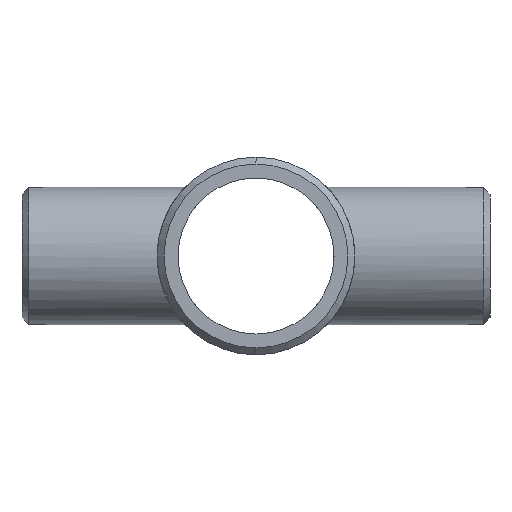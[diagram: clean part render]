
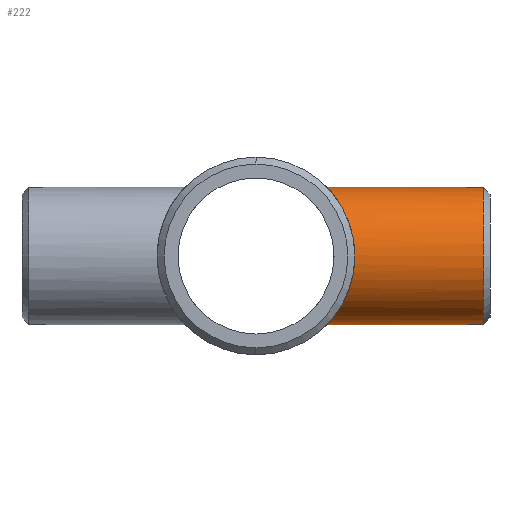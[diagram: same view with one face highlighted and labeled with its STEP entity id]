
A CAD part, left-side view. The second image highlights one B-rep face of the part: STEP entity #222.
In plain terms, the highlighted cylindrical face has radius 16.764 mm (diameter 33.528 mm), a partial arc.
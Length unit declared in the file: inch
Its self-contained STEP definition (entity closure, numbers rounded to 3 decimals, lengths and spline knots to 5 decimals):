
#3 = CARTESIAN_POINT ( 'NONE',  ( -0.61568, -0.91974, -0.23878 ) ) ;
#10 = CARTESIAN_POINT ( 'NONE',  ( 0., -0.6833, -0.66 ) ) ;
#17 = EDGE_CURVE ( 'NONE', #106, #163, #754, .T. ) ;
#18 = CARTESIAN_POINT ( 'NONE',  ( 0., -2.18333, 0.66 ) ) ;
#26 = DIRECTION ( 'NONE',  ( 0., 1., 0. ) ) ;
#36 = CYLINDRICAL_SURFACE ( 'NONE', #904, 0.66 ) ;
#38 = CARTESIAN_POINT ( 'NONE',  ( -0.23815, -0.72338, -0.6159 ) ) ;
#62 = EDGE_LOOP ( 'NONE', ( #1072, #398, #999, #619 ) ) ;
#65 = CARTESIAN_POINT ( 'NONE',  ( 0., -0.6833, 0.66 ) ) ;
#71 = CARTESIAN_POINT ( 'NONE',  ( -0.17591, -0.7053, 0.6365 ) ) ;
#83 = CARTESIAN_POINT ( 'NONE',  ( -0.56816, -0.88862, 0.33653 ) ) ;
#86 = CARTESIAN_POINT ( 'NONE',  ( 0., -0.6833, 0.66 ) ) ;
#89 = CARTESIAN_POINT ( 'NONE',  ( -0.21809, -0.71699, -0.6233 ) ) ;
#94 = CARTESIAN_POINT ( 'NONE',  ( -0.62297, -0.92464, 0.21908 ) ) ;
#100 = LINE ( 'NONE', #1085, #418 ) ;
#106 = VERTEX_POINT ( 'NONE', #179 ) ;
#113 = CARTESIAN_POINT ( 'NONE',  ( -0.15513, -0.70037, -0.64189 ) ) ;
#118 = CARTESIAN_POINT ( 'NONE',  ( -0.58893, -0.90204, 0.2987 ) ) ;
#146 = VERTEX_POINT ( 'NONE', #86 ) ;
#148 = CARTESIAN_POINT ( 'NONE',  ( -0.07803, -0.68765, 0.65547 ) ) ;
#159 = CARTESIAN_POINT ( 'NONE',  ( -0.38556, -0.78443, 0.53607 ) ) ;
#163 = VERTEX_POINT ( 'NONE', #18 ) ;
#169 = CARTESIAN_POINT ( 'NONE',  ( -0.59838, -0.90825, 0.2793 ) ) ;
#179 = CARTESIAN_POINT ( 'NONE',  ( 0., -2.18333, -0.66 ) ) ;
#182 = B_SPLINE_CURVE_WITH_KNOTS ( 'NONE', 3,
 ( #65, #505, #250, #148, #858, #1146, #774, #865, #71, #421, #1052, #873, #961, #159, #196, #551, #734, #431, #884, #707, #83, #118, #169, #912, #94, #974, #463, #880, #262, #469, #350, #522, #642, #828, #287, #793, #3, #345, #295, #379, #609, #1101, #1064, #386, #1068, #266, #441, #969, #1156, #38, #89, #800, #113, #1007, #703, #1000, #805, #10 ),
 .UNSPECIFIED., .F., .F.,
 ( 4, 2, 2, 2, 2, 2, 2, 2, 2, 2, 2, 2, 2, 2, 2, 2, 2, 2, 2, 2, 2, 2, 2, 2, 2, 2, 2, 2, 4 ),
 ( 0.05433, 0.05603, 0.05687, 0.05772, 0.05942, 0.06111, 0.0645, 0.0662, 0.0679, 0.07129, 0.07298, 0.07468, 0.07637, 0.07807, 0.08146, 0.08315, 0.08485, 0.08655, 0.08824, 0.09163, 0.09333, 0.09502, 0.09672, 0.09841, 0.1018, 0.1035, 0.1052, 0.10689, 0.10859 ),
 .UNSPECIFIED. ) ;
#184 = DIRECTION ( 'NONE',  ( 0., 1., 0. ) ) ;
#196 = CARTESIAN_POINT ( 'NONE',  ( -0.40226, -0.79279, 0.52366 ) ) ;
#222 = ADVANCED_FACE ( 'NONE', ( #298 ), #36, .T. ) ;
#250 = CARTESIAN_POINT ( 'NONE',  ( -0.04456, -0.68439, 0.65888 ) ) ;
#262 = CARTESIAN_POINT ( 'NONE',  ( -0.65995, -0.94996, 0.04551 ) ) ;
#266 = CARTESIAN_POINT ( 'NONE',  ( -0.40249, -0.79291, -0.52348 ) ) ;
#287 = CARTESIAN_POINT ( 'NONE',  ( -0.63649, -0.93381, -0.17597 ) ) ;
#291 = AXIS2_PLACEMENT_3D ( 'NONE', #709, #26, #886 ) ;
#295 = CARTESIAN_POINT ( 'NONE',  ( -0.56938, -0.88924, -0.33647 ) ) ;
#298 = FACE_OUTER_BOUND ( 'NONE', #62, .T. ) ;
#311 = CARTESIAN_POINT ( 'NONE',  ( 0., -2.25, 0. ) ) ;
#338 = EDGE_CURVE ( 'NONE', #106, #849, #100, .T. ) ;
#345 = CARTESIAN_POINT ( 'NONE',  ( -0.59, -0.90268, -0.29901 ) ) ;
#350 = CARTESIAN_POINT ( 'NONE',  ( -0.65891, -0.94924, -0.0441 ) ) ;
#379 = CARTESIAN_POINT ( 'NONE',  ( -0.53349, -0.86685, -0.38915 ) ) ;
#386 = CARTESIAN_POINT ( 'NONE',  ( -0.4501, -0.81813, -0.48316 ) ) ;
#398 = ORIENTED_EDGE ( 'NONE', *, *, #896, .T. ) ;
#418 = VECTOR ( 'NONE', #534, 39.37008 ) ;
#421 = CARTESIAN_POINT ( 'NONE',  ( -0.2174, -0.71677, 0.62355 ) ) ;
#431 = CARTESIAN_POINT ( 'NONE',  ( -0.4945, -0.84311, 0.4391 ) ) ;
#441 = CARTESIAN_POINT ( 'NONE',  ( -0.38563, -0.78446, -0.53603 ) ) ;
#463 = CARTESIAN_POINT ( 'NONE',  ( -0.64178, -0.93743, 0.15563 ) ) ;
#469 = CARTESIAN_POINT ( 'NONE',  ( -0.66003, -0.95002, -0.02156 ) ) ;
#505 = CARTESIAN_POINT ( 'NONE',  ( -0.02227, -0.6833, 0.66 ) ) ;
#522 = CARTESIAN_POINT ( 'NONE',  ( -0.65435, -0.94609, -0.08905 ) ) ;
#534 = DIRECTION ( 'NONE',  ( 0., 1., 0. ) ) ;
#547 = CARTESIAN_POINT ( 'NONE',  ( 0., -0.6833, -0.66 ) ) ;
#551 = CARTESIAN_POINT ( 'NONE',  ( -0.43458, -0.80967, 0.49717 ) ) ;
#609 = CARTESIAN_POINT ( 'NONE',  ( -0.52065, -0.85899, -0.40616 ) ) ;
#619 = ORIENTED_EDGE ( 'NONE', *, *, #338, .F. ) ;
#642 = CARTESIAN_POINT ( 'NONE',  ( -0.65095, -0.94373, -0.11114 ) ) ;
#703 = CARTESIAN_POINT ( 'NONE',  ( -0.0897, -0.68881, -0.65426 ) ) ;
#707 = CARTESIAN_POINT ( 'NONE',  ( -0.55693, -0.88147, 0.35479 ) ) ;
#709 = CARTESIAN_POINT ( 'NONE',  ( 0., -2.18333, 0. ) ) ;
#734 = CARTESIAN_POINT ( 'NONE',  ( -0.45016, -0.81817, 0.4831 ) ) ;
#748 = DIRECTION ( 'NONE',  ( 0., 1., 0. ) ) ;
#754 = CIRCLE ( 'NONE', #291, 0.66 ) ;
#774 = CARTESIAN_POINT ( 'NONE',  ( -0.12229, -0.69408, 0.64867 ) ) ;
#793 = CARTESIAN_POINT ( 'NONE',  ( -0.62335, -0.9249, -0.218 ) ) ;
#800 = CARTESIAN_POINT ( 'NONE',  ( -0.17667, -0.70549, -0.63629 ) ) ;
#805 = CARTESIAN_POINT ( 'NONE',  ( -0.02268, -0.6833, -0.66 ) ) ;
#828 = CARTESIAN_POINT ( 'NONE',  ( -0.64202, -0.93759, -0.1546 ) ) ;
#830 = LINE ( 'NONE', #1009, #964 ) ;
#833 = DIRECTION ( 'NONE',  ( 0., 0., -1. ) ) ;
#849 = VERTEX_POINT ( 'NONE', #547 ) ;
#858 = CARTESIAN_POINT ( 'NONE',  ( -0.08923, -0.68902, 0.65404 ) ) ;
#865 = CARTESIAN_POINT ( 'NONE',  ( -0.15474, -0.70028, 0.64198 ) ) ;
#873 = CARTESIAN_POINT ( 'NONE',  ( -0.29706, -0.74416, 0.59093 ) ) ;
#880 = CARTESIAN_POINT ( 'NONE',  ( -0.65539, -0.94678, 0.08981 ) ) ;
#884 = CARTESIAN_POINT ( 'NONE',  ( -0.52118, -0.85918, 0.40713 ) ) ;
#886 = DIRECTION ( 'NONE',  ( 0., 0., -1. ) ) ;
#896 = EDGE_CURVE ( 'NONE', #163, #146, #830, .T. ) ;
#904 = AXIS2_PLACEMENT_3D ( 'NONE', #311, #748, #833 ) ;
#912 = CARTESIAN_POINT ( 'NONE',  ( -0.6154, -0.91955, 0.23949 ) ) ;
#961 = CARTESIAN_POINT ( 'NONE',  ( -0.33378, -0.75986, 0.57089 ) ) ;
#964 = VECTOR ( 'NONE', #184, 39.37008 ) ;
#969 = CARTESIAN_POINT ( 'NONE',  ( -0.33337, -0.75967, -0.57116 ) ) ;
#974 = CARTESIAN_POINT ( 'NONE',  ( -0.63615, -0.93357, 0.1772 ) ) ;
#999 = ORIENTED_EDGE ( 'NONE', *, *, #1093, .T. ) ;
#1000 = CARTESIAN_POINT ( 'NONE',  ( -0.04524, -0.68444, -0.65883 ) ) ;
#1007 = CARTESIAN_POINT ( 'NONE',  ( -0.11167, -0.69204, -0.65086 ) ) ;
#1009 = CARTESIAN_POINT ( 'NONE',  ( 0., -2.25, 0.66 ) ) ;
#1052 = CARTESIAN_POINT ( 'NONE',  ( -0.23782, -0.72327, 0.61604 ) ) ;
#1064 = CARTESIAN_POINT ( 'NONE',  ( -0.47963, -0.83474, -0.45386 ) ) ;
#1068 = CARTESIAN_POINT ( 'NONE',  ( -0.43469, -0.80973, -0.49707 ) ) ;
#1072 = ORIENTED_EDGE ( 'NONE', *, *, #17, .T. ) ;
#1085 = CARTESIAN_POINT ( 'NONE',  ( 0., -2.25, -0.66 ) ) ;
#1093 = EDGE_CURVE ( 'NONE', #146, #849, #182, .T. ) ;
#1101 = CARTESIAN_POINT ( 'NONE',  ( -0.49374, -0.84295, -0.43848 ) ) ;
#1146 = CARTESIAN_POINT ( 'NONE',  ( -0.11135, -0.69223, 0.65063 ) ) ;
#1156 = CARTESIAN_POINT ( 'NONE',  ( -0.29663, -0.74402, -0.5911 ) ) ;
